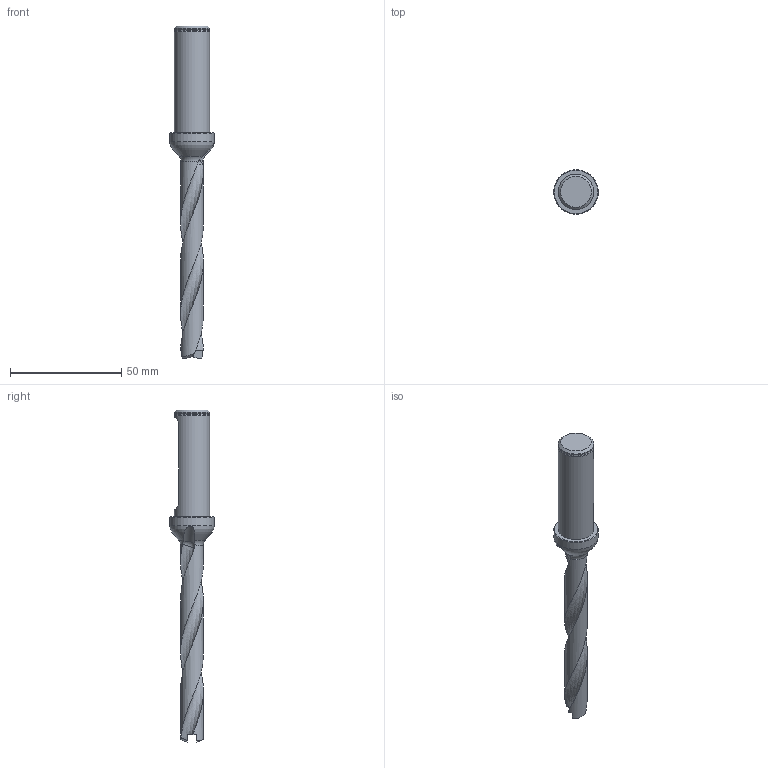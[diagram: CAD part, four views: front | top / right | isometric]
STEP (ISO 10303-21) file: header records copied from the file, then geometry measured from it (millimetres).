
FILE_DESCRIPTION(('Open CASCADE Model'),'2;1');
FILE_NAME('Open CASCADE Shape Model','2022-01-11T10:54:21',( 'Analysis Situs'),('Analysis Situs'), 'Open CASCADE STEP processor 7.4','Analysis Situs 1.1.0','Unknown');
FILE_SCHEMA(('AUTOMOTIVE_DESIGN { 1 0 10303 214 1 1 1 1 }'));
Length unit declared in the file: millimetre
Products named in the file (1): Open CASCADE STEP translator 7.4 1
Bounding box: 20 x 20 x 149.1 mm (x, y, z)
Volume: 16194.6 mm3; surface area: 6654.4 mm2
Topology: 1 solids, 1 shells, 37 faces, 98 edges, 63 vertices
Faces by surface type: plane 14, cylinder 9, cone 6, torus 3, bspline 2, sphere 2, revolution 1
Full cylindrical faces by diameter (mm): 15.87 x2, 20 x1
Entity records: 9998 total; most frequent: CARTESIAN_POINT 7930, DIRECTION 292, ORIENTED_EDGE 192, PCURVE 192, DEFINITIONAL_REPRESENTATION 192, LINE 129, VECTOR 129, B_SPLINE_CURVE_WITH_KNOTS 100
